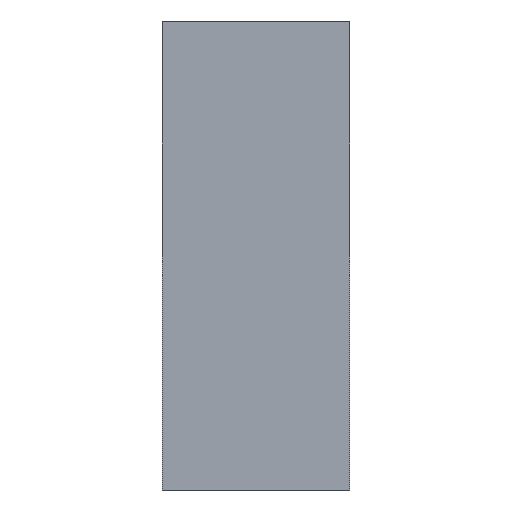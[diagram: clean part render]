
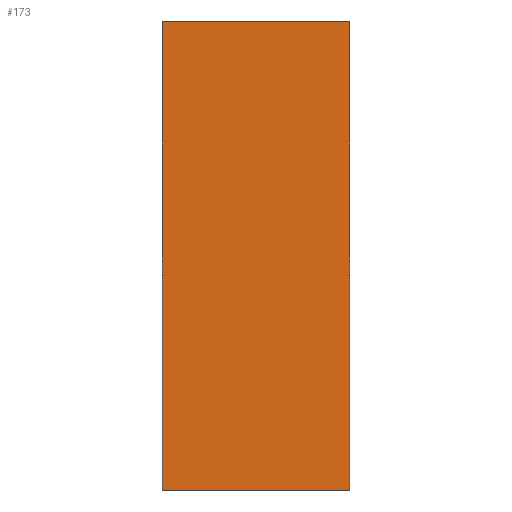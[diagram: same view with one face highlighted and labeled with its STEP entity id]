
A CAD part, left-side view. The second image highlights one B-rep face of the part: STEP entity #173.
In plain terms, the highlighted planar face has unit normal (-1, 0, 0).
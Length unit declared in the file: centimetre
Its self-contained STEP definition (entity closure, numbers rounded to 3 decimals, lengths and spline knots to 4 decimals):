
#20 = DIRECTION ( 'NONE',  ( 0., 0., 1. ) ) ;
#21 = CARTESIAN_POINT ( 'NONE',  ( 0., 0., 0. ) ) ;
#22 = VECTOR ( 'NONE', #266, 100. ) ;
#42 = VERTEX_POINT ( 'NONE', #21 ) ;
#71 = CARTESIAN_POINT ( 'NONE',  ( 0., 2., -5. ) ) ;
#136 = VECTOR ( 'NONE', #477, 100. ) ;
#173 = ADVANCED_FACE ( 'NONE', ( #279 ), #245, .F. ) ;
#186 = CARTESIAN_POINT ( 'NONE',  ( 0., 2., 0. ) ) ;
#188 = LINE ( 'NONE', #520, #136 ) ;
#206 = ORIENTED_EDGE ( 'NONE', *, *, #285, .F. ) ;
#219 = CARTESIAN_POINT ( 'NONE',  ( 0., 2., 0. ) ) ;
#233 = VERTEX_POINT ( 'NONE', #383 ) ;
#245 = PLANE ( 'NONE',  #316 ) ;
#257 = VECTOR ( 'NONE', #20, 100. ) ;
#266 = DIRECTION ( 'NONE',  ( 0., -1., 0. ) ) ;
#269 = CARTESIAN_POINT ( 'NONE',  ( 0., 2., 0. ) ) ;
#276 = DIRECTION ( 'NONE',  ( 0., -1., 0. ) ) ;
#279 = FACE_OUTER_BOUND ( 'NONE', #419, .T. ) ;
#285 = EDGE_CURVE ( 'NONE', #298, #331, #319, .T. ) ;
#298 = VERTEX_POINT ( 'NONE', #431 ) ;
#301 = EDGE_CURVE ( 'NONE', #331, #42, #356, .T. ) ;
#316 = AXIS2_PLACEMENT_3D ( 'NONE', #329, #527, #443 ) ;
#319 = LINE ( 'NONE', #269, #257 ) ;
#324 = LINE ( 'NONE', #71, #498 ) ;
#329 = CARTESIAN_POINT ( 'NONE',  ( 0., 2., 0. ) ) ;
#331 = VERTEX_POINT ( 'NONE', #186 ) ;
#356 = LINE ( 'NONE', #219, #22 ) ;
#373 = ORIENTED_EDGE ( 'NONE', *, *, #481, .T. ) ;
#383 = CARTESIAN_POINT ( 'NONE',  ( 0., 0., -5. ) ) ;
#393 = EDGE_CURVE ( 'NONE', #233, #42, #188, .T. ) ;
#419 = EDGE_LOOP ( 'NONE', ( #500, #444, #206, #373 ) ) ;
#431 = CARTESIAN_POINT ( 'NONE',  ( 0., 2., -5. ) ) ;
#443 = DIRECTION ( 'NONE',  ( 0., 0., -1. ) ) ;
#444 = ORIENTED_EDGE ( 'NONE', *, *, #301, .F. ) ;
#477 = DIRECTION ( 'NONE',  ( 0., 0., 1. ) ) ;
#481 = EDGE_CURVE ( 'NONE', #298, #233, #324, .T. ) ;
#498 = VECTOR ( 'NONE', #276, 100. ) ;
#500 = ORIENTED_EDGE ( 'NONE', *, *, #393, .T. ) ;
#520 = CARTESIAN_POINT ( 'NONE',  ( 0., 0., 0. ) ) ;
#527 = DIRECTION ( 'NONE',  ( 1., 0., 0. ) ) ;
